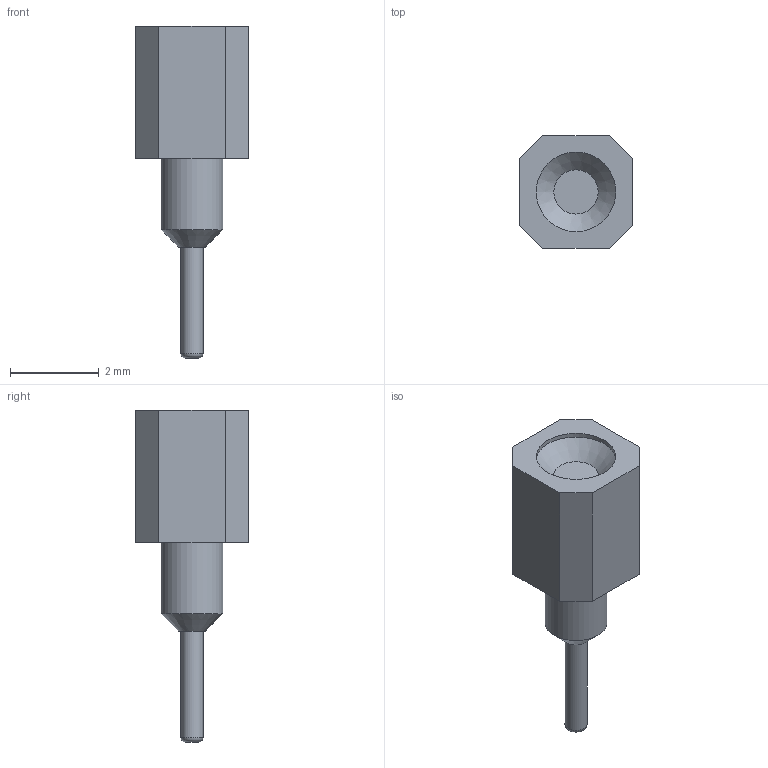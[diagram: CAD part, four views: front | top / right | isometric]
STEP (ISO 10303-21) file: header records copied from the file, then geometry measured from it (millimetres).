
FILE_DESCRIPTION(('FreeCAD Model'),'2;1');
FILE_NAME('Open CASCADE Shape Model','2022-08-04T13:05:32',(''),(''), 'Open CASCADE STEP processor 7.6','FreeCAD','Unknown');
FILE_SCHEMA(('AUTOMOTIVE_DESIGN { 1 0 10303 214 1 1 1 1 }'));
Length unit declared in the file: millimetre
Products named in the file (1): Body
Bounding box: 2.54 x 2.54 x 7.5 mm (x, y, z)
Volume: 20.1 mm3; surface area: 51.4 mm2
Topology: 1 solids, 1 shells, 19 faces, 39 edges, 25 vertices
Faces by surface type: plane 13, cylinder 3, cone 2, torus 1
Full cylindrical faces by diameter (mm): 0.5 x1, 1.4 x1, 1.8 x1
Entity records: 521 total; most frequent: DIRECTION 89, CARTESIAN_POINT 84, ORIENTED_EDGE 78, EDGE_CURVE 39, AXIS2_PLACEMENT_3D 30, LINE 29, VECTOR 29, VERTEX_POINT 25
